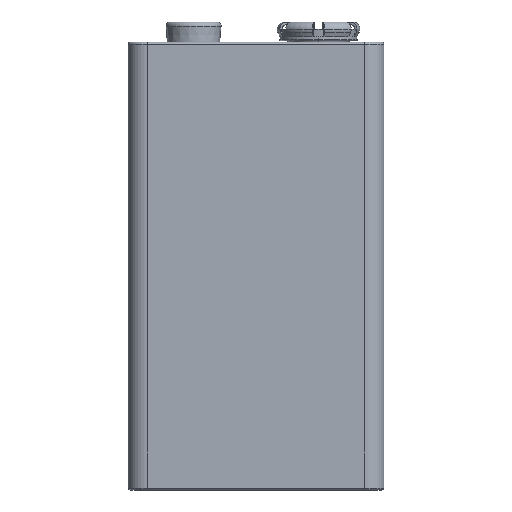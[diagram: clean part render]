
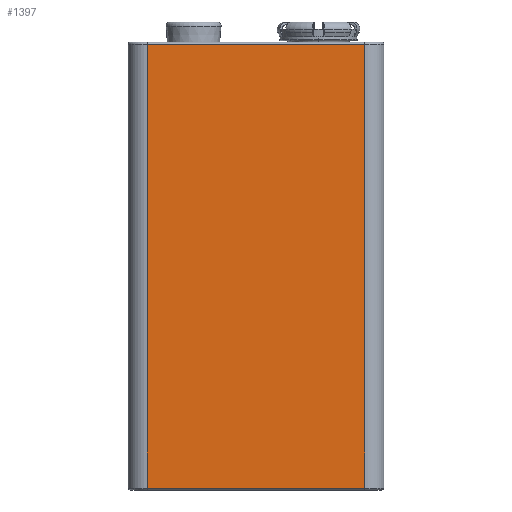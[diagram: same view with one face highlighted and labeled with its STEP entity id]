
A CAD part, left-side view. The second image highlights one B-rep face of the part: STEP entity #1397.
In plain terms, the highlighted planar face has unit normal (-1, 0, 0).
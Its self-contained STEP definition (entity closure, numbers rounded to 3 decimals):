
#61 = DIRECTION ( 'NONE',  ( 0., -1., 0. ) ) ;
#139 = VERTEX_POINT ( 'NONE', #535 ) ;
#220 = ORIENTED_EDGE ( 'NONE', *, *, #2162, .T. ) ;
#243 = DIRECTION ( 'NONE',  ( 0., 0., -1. ) ) ;
#307 = EDGE_CURVE ( 'NONE', #2762, #5244, #3558, .T. ) ;
#321 = ORIENTED_EDGE ( 'NONE', *, *, #1906, .T. ) ;
#330 = VECTOR ( 'NONE', #4865, 1000. ) ;
#535 = CARTESIAN_POINT ( 'NONE',  ( -8.75, 11.25, 0.2 ) ) ;
#550 = AXIS2_PLACEMENT_3D ( 'NONE', #3127, #2272, #4039 ) ;
#604 = FACE_OUTER_BOUND ( 'NONE', #4354, .T. ) ;
#615 = CARTESIAN_POINT ( 'NONE',  ( -8.75, -11.25, 0.2 ) ) ;
#658 = LINE ( 'NONE', #4348, #4112 ) ;
#832 = CARTESIAN_POINT ( 'NONE',  ( -8.75, 11.25, 46.2 ) ) ;
#1397 = ADVANCED_FACE ( 'NONE', ( #604 ), #4801, .T. ) ;
#1566 = VECTOR ( 'NONE', #61, 1000. ) ;
#1906 = EDGE_CURVE ( 'NONE', #139, #5398, #4260, .T. ) ;
#1918 = CARTESIAN_POINT ( 'NONE',  ( -8.75, -11.25, 46.2 ) ) ;
#2162 = EDGE_CURVE ( 'NONE', #5244, #139, #658, .T. ) ;
#2272 = DIRECTION ( 'NONE',  ( -1., 0., 0. ) ) ;
#2403 = ORIENTED_EDGE ( 'NONE', *, *, #5345, .T. ) ;
#2552 = LINE ( 'NONE', #3612, #330 ) ;
#2762 = VERTEX_POINT ( 'NONE', #1918 ) ;
#3127 = CARTESIAN_POINT ( 'NONE',  ( -8.75, 13.25, 0. ) ) ;
#3558 = LINE ( 'NONE', #4474, #5405 ) ;
#3612 = CARTESIAN_POINT ( 'NONE',  ( -8.75, -11.25, 0. ) ) ;
#3828 = CARTESIAN_POINT ( 'NONE',  ( -8.75, 13.25, 0.2 ) ) ;
#4039 = DIRECTION ( 'NONE',  ( 0., 0., 1. ) ) ;
#4112 = VECTOR ( 'NONE', #243, 1000. ) ;
#4260 = LINE ( 'NONE', #3828, #1566 ) ;
#4348 = CARTESIAN_POINT ( 'NONE',  ( -8.75, 11.25, 0. ) ) ;
#4354 = EDGE_LOOP ( 'NONE', ( #220, #321, #2403, #5212 ) ) ;
#4474 = CARTESIAN_POINT ( 'NONE',  ( -8.75, 13.25, 46.2 ) ) ;
#4801 = PLANE ( 'NONE',  #550 ) ;
#4865 = DIRECTION ( 'NONE',  ( 0., 0., 1. ) ) ;
#5212 = ORIENTED_EDGE ( 'NONE', *, *, #307, .T. ) ;
#5244 = VERTEX_POINT ( 'NONE', #832 ) ;
#5245 = DIRECTION ( 'NONE',  ( 0., 1., 0. ) ) ;
#5345 = EDGE_CURVE ( 'NONE', #5398, #2762, #2552, .T. ) ;
#5398 = VERTEX_POINT ( 'NONE', #615 ) ;
#5405 = VECTOR ( 'NONE', #5245, 1000. ) ;
